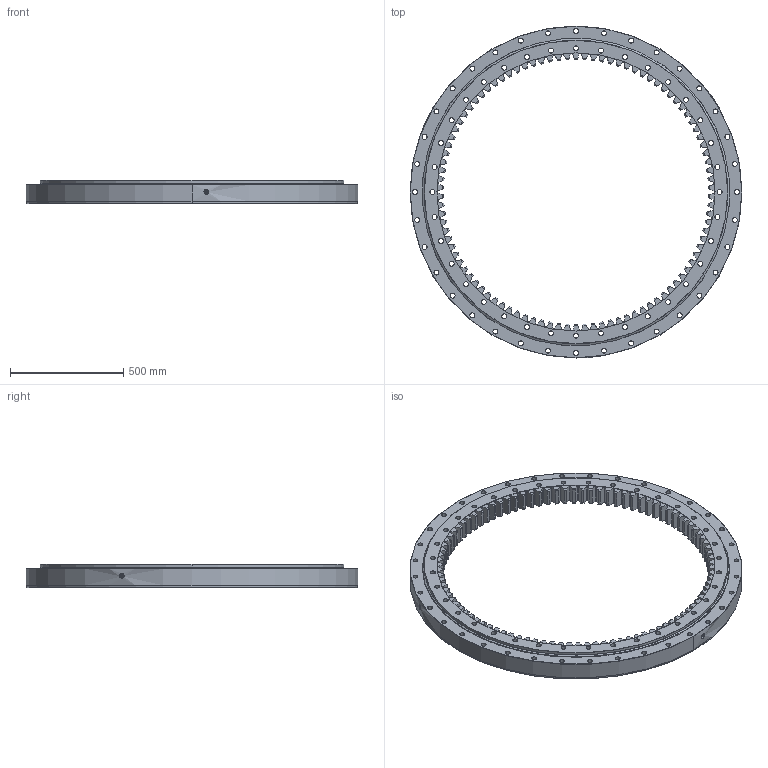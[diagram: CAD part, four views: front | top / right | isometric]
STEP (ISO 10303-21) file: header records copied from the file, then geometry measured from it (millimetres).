
FILE_DESCRIPTION (( 'STEP AP214' ), '1' );
FILE_NAME ('I.1460.30.12.D.1-RV -SH.STEP', '2018-04-20T10:58:28', ( '' ), ( '' ), 'SwSTEP 2.0', 'SolidWorks 2016', '' );
FILE_SCHEMA (( 'AUTOMOTIVE_DESIGN' ));
Length unit declared in the file: millimetre
Products named in the file (1): I.1460.30.12.D.1-RV -SH
Bounding box: 1468 x 1468 x 102 mm (x, y, z)
Surface area: 2659262.1 mm2 (no closed solid volume)
Topology: 0 solids, 10 shells, 850 faces, 2632 edges, 1764 vertices
Faces by surface type: cylinder 260, cone 214, bspline 196, plane 164, torus 16
Entity records: 78125 total; most frequent: CARTESIAN_POINT 46484, ORIENTED_EDGE 5062, DIRECTION 3946, EDGE_CURVE 2632, VERTEX_POINT 1764, AXIS2_PLACEMENT_3D 1449, VECTOR 1048, LINE 1048
